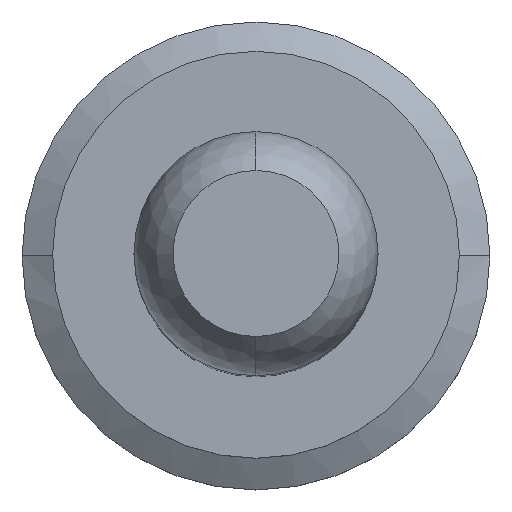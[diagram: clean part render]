
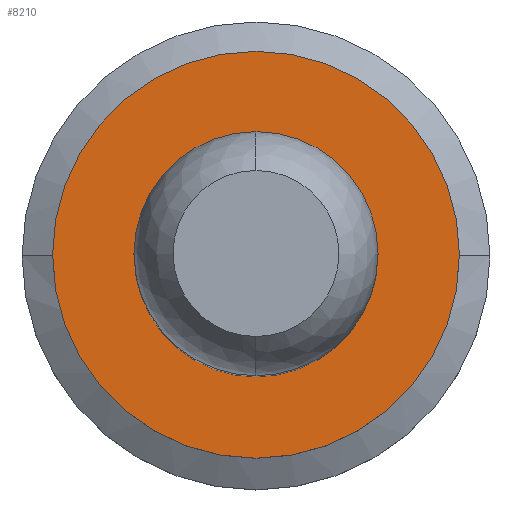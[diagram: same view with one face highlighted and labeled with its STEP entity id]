
A CAD part, top view. The second image highlights one B-rep face of the part: STEP entity #8210.
In plain terms, the highlighted planar face has unit normal (0, 0, 1).
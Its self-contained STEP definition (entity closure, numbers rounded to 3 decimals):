
#2380=CARTESIAN_POINT('',(4.968,19.234,17.));
#2390=VERTEX_POINT('',#2380);
#2480=CARTESIAN_POINT('',(4.968,9.234,17.));
#2490=VERTEX_POINT('',#2480);
#2520=CARTESIAN_POINT('',(4.968,14.234,17.));
#2530=DIRECTION('',(0.,0.,1.));
#2540=DIRECTION('',(0.,1.,0.));
#2550=AXIS2_PLACEMENT_3D('',#2520,#2530,#2540);
#2560=CIRCLE('',#2550,5.);
#2570=EDGE_CURVE('',#2490,#2390,#2560,.T.);
#5800=CARTESIAN_POINT('',(4.968,11.234,17.));
#5810=VERTEX_POINT('',#5800);
#5840=CARTESIAN_POINT('',(4.968,14.234,17.));
#5850=DIRECTION('',(0.,0.,-1.));
#5860=DIRECTION('',(0.,-1.,0.));
#5870=AXIS2_PLACEMENT_3D('',#5840,#5850,#5860);
#5880=CIRCLE('',#5870,3.);
#5890=CARTESIAN_POINT('',(4.968,17.234,17.));
#5900=VERTEX_POINT('',#5890);
#5910=EDGE_CURVE('',#5810,#5900,#5880,.T.);
#8060=CARTESIAN_POINT('',(4.968,9.075,17.));
#8070=DIRECTION('',(0.,0.,-1.));
#8080=DIRECTION('',(0.,-1.,0.));
#8090=AXIS2_PLACEMENT_3D('',#8060,#8070,#8080);
#8100=PLANE('',#8090);
#8110=ORIENTED_EDGE('',*,*,#5910,.T.);
#8120=EDGE_CURVE('',#5900,#5810,#5880,.T.);
#8130=ORIENTED_EDGE('',*,*,#8120,.T.);
#8140=EDGE_LOOP('',(#8130,#8110));
#8150=FACE_BOUND('',#8140,.T.);
#8160=EDGE_CURVE('',#2390,#2490,#2560,.T.);
#8170=ORIENTED_EDGE('',*,*,#8160,.T.);
#8180=ORIENTED_EDGE('',*,*,#2570,.T.);
#8190=EDGE_LOOP('',(#8180,#8170));
#8200=FACE_OUTER_BOUND('',#8190,.T.);
#8210=ADVANCED_FACE('',(#8150,#8200),#8100,.F.);
